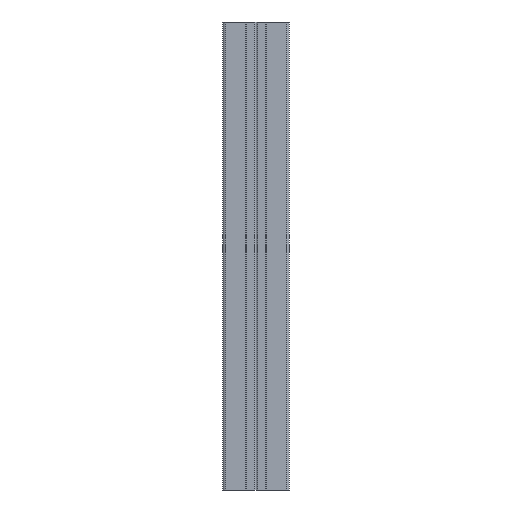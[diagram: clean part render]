
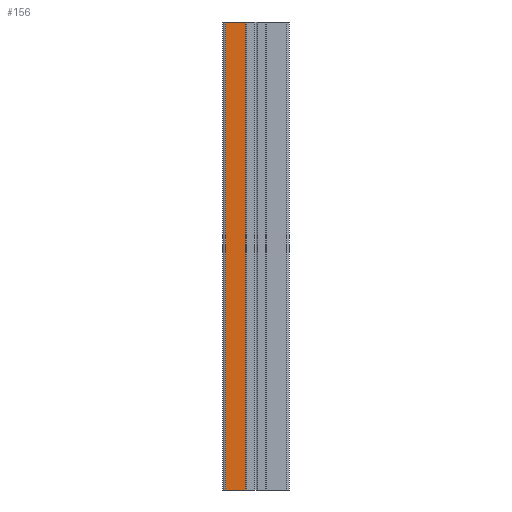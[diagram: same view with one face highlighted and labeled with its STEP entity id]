
A CAD part, front view. The second image highlights one B-rep face of the part: STEP entity #156.
In plain terms, the highlighted planar face has unit normal (0, -1, 0).
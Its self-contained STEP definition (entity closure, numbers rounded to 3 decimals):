
#156 = ADVANCED_FACE( '', ( #343 ), #344, .T. );
#343 = FACE_OUTER_BOUND( '', #554, .T. );
#344 = PLANE( '', #555 );
#554 = EDGE_LOOP( '', ( #1027, #1028, #1029, #1030 ) );
#555 = AXIS2_PLACEMENT_3D( '', #1031, #1032, #1033 );
#1027 = ORIENTED_EDGE( '', *, *, #1439, .F. );
#1028 = ORIENTED_EDGE( '', *, *, #1492, .F. );
#1029 = ORIENTED_EDGE( '', *, *, #1347, .T. );
#1030 = ORIENTED_EDGE( '', *, *, #1493, .T. );
#1031 = CARTESIAN_POINT( '', ( -9., -10., -140. ) );
#1032 = DIRECTION( '', ( 0., -1., 0. ) );
#1033 = DIRECTION( '', ( 0., 0., -1. ) );
#1347 = EDGE_CURVE( '', #1657, #1655, #1658, .T. );
#1439 = EDGE_CURVE( '', #1791, #1793, #1794, .T. );
#1492 = EDGE_CURVE( '', #1657, #1791, #1868, .T. );
#1493 = EDGE_CURVE( '', #1655, #1793, #1869, .T. );
#1655 = VERTEX_POINT( '', #2084 );
#1657 = VERTEX_POINT( '', #2087 );
#1658 = LINE( '', #2088, #2089 );
#1791 = VERTEX_POINT( '', #2282 );
#1793 = VERTEX_POINT( '', #2284 );
#1794 = LINE( '', #2285, #2286 );
#1868 = LINE( '', #2401, #2402 );
#1869 = LINE( '', #2403, #2404 );
#2084 = CARTESIAN_POINT( '', ( -3., -10., -140. ) );
#2087 = CARTESIAN_POINT( '', ( -9., -10., -140. ) );
#2088 = CARTESIAN_POINT( '', ( -9., -10., -140. ) );
#2089 = VECTOR( '', #2529, 1000. );
#2282 = CARTESIAN_POINT( '', ( -9., -10., 0. ) );
#2284 = CARTESIAN_POINT( '', ( -3., -10., 0. ) );
#2285 = CARTESIAN_POINT( '', ( -9., -10., 0. ) );
#2286 = VECTOR( '', #2608, 1000. );
#2401 = CARTESIAN_POINT( '', ( -9., -10., -140. ) );
#2402 = VECTOR( '', #2659, 1000. );
#2403 = CARTESIAN_POINT( '', ( -3., -10., -140. ) );
#2404 = VECTOR( '', #2660, 1000. );
#2529 = DIRECTION( '', ( 1., 0., 0. ) );
#2608 = DIRECTION( '', ( 1., 0., 0. ) );
#2659 = DIRECTION( '', ( 0., 0., 1. ) );
#2660 = DIRECTION( '', ( 0., 0., 1. ) );
